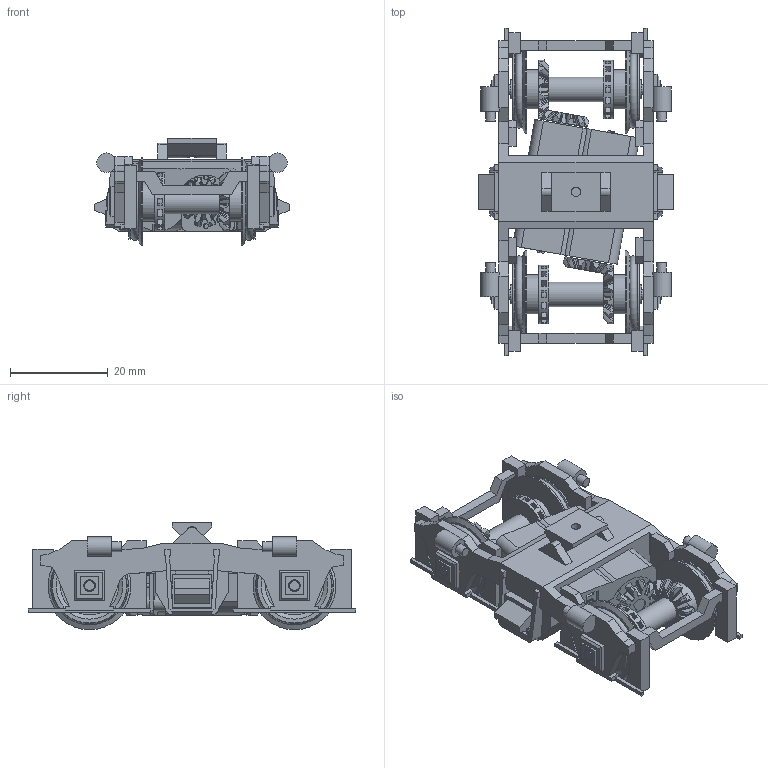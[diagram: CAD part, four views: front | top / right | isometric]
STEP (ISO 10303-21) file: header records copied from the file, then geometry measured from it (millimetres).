
FILE_DESCRIPTION(/* description */ (''),/* implementation_level */ '2;1');
FILE_NAME(/* name */ 'Bogie Blomberg B N20 v18.step',/* time_stamp */ '2025-05-30T16:09:45+05:30',/* author */ (''),/* organization */ (''),/* preprocessor_version */ 'ST-DEVELOPER v20.1',/* originating_system */ 'Autodesk Translation Framework v14.10.0.0',/* authorisation */ '');
FILE_SCHEMA (('AUTOMOTIVE_DESIGN { 1 0 10303 214 3 1 1 }'));
Length unit declared in the file: millimetre
Products named in the file (57): Bogie Blomberg B N20; Bogie; wheels; Wheel; Wheel Drive (Filament Bearing); O Ring 13X1.5mm; Wheel (1); Wheel Drive (Filament Bearing)(Mirror); O Ring 13X1.5mm(Mirror); Filament 2mm Rod; 2mm Rod; Axle; Axle Drive (Filament Bearing); Wheel (2); Wheel Drive (Filament Bearing)(Mirror) (1); O Ring 13X1.5mm(Mirror) (1); Wheel (3); Wheel Drive (Filament Bearing)(Mirror)(Mirror); O Ring 13X1.5mm(Mirror)(Mirror); Filament 2mm Rod(Mirror); 2mm Rod(Mirror); Frame; Frame Drive; Frame Drive (Bearing); Swivel Joint; Gears; Bevel Gear v1; Gear 12 T; Gear 10 T; N20 Motor; N20 gear motor v3; motor; plate 1; bush 1; plate 2; bush2; plate 3; shaft; pin 1; pin 2 ...
Assembly tree (62 placements, depth 5):
  Bogie Blomberg B N20
    Bogie
      wheels
        Wheel
          Wheel Drive (Filament Bearing)
          O Ring 13X1.5mm
        Wheel (1)
          Wheel Drive (Filament Bearing)(Mirror)
          O Ring 13X1.5mm(Mirror)
        Axle  x2
          Axle Drive (Filament Bearing)
        Filament 2mm Rod
          2mm Rod
        Wheel (2)
          Wheel Drive (Filament Bearing)(Mirror) (1)
          O Ring 13X1.5mm(Mirror) (1)
        Wheel (3)
          Wheel Drive (Filament Bearing)(Mirror)(Mirror)
          O Ring 13X1.5mm(Mirror)(Mirror)
        Filament 2mm Rod(Mirror)
          2mm Rod(Mirror)
      Frame
        Frame Drive
          Frame Drive (Bearing)
        Swivel Joint
      Gears
        Bevel Gear v1
          Gear 10 T  x2
          Gear 12 T
    N20 Motor
      N20 gear motor v3
        motor
        plate 1
        bush 1  x2
        plate 2
        bush2  x2
        plate 3
        shaft
        pin 1
        pin 2
        pin 3
      N20 gear motor v3 (1)
        motor (1)
        plate 1 (1)
        bush 1 (1)  x2
        plate 2 (1)
        bush2 (1)  x2
        plate 3 (1)
        shaft (1)
        pin 1 (1)
        pin 2 (1)
        pin 3 (1)
    Bearing
      7804K119_Stainless Steel Ball Bearing
      7804K119_Stainless Steel Ball Bearing_1
      7804K119_Stainless Steel Ball Bearing_2
      7804K119_Stainless Steel Ball Bearing_3
Bounding box: 39.8 x 67 x 22 mm (x, y, z)
Volume: 14954.3 mm3; surface area: 20428.3 mm2
Topology: 104 solids, 104 shells, 1690 faces, 4411 edges, 2899 vertices
Faces by surface type: plane 904, bspline 324, cylinder 254, cone 128, sphere 48, torus 32
Full cylindrical faces by diameter (mm): 0.75 x18, 1 x6, 1.2 x4, 1.5 x12, 1.9 x1, 2 x24, 2.3 x6, 2.4 x4, 3 x12, 3.28 x16, 3.72 x16, 3.9 x4, 4 x6, 5 x8, 5.2 x4, 8 x4, 8.2 x4, 12 x2, 18 x4
Entity records: 43976 total; most frequent: CARTESIAN_POINT 10075, ORIENTED_EDGE 6690, DIRECTION 6554, EDGE_CURVE 3345, VERTEX_POINT 2253, AXIS2_PLACEMENT_3D 2189, LINE 2176, VECTOR 2176
